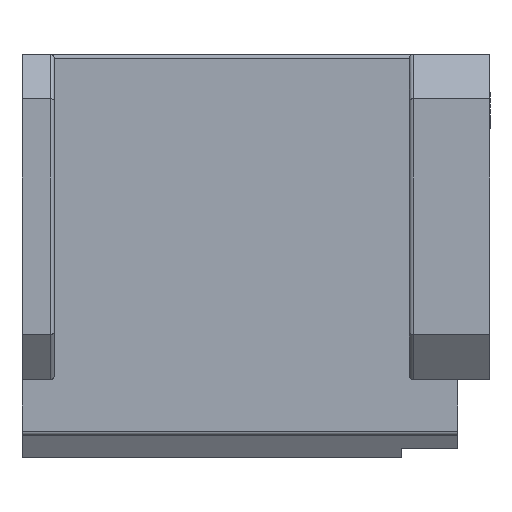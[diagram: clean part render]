
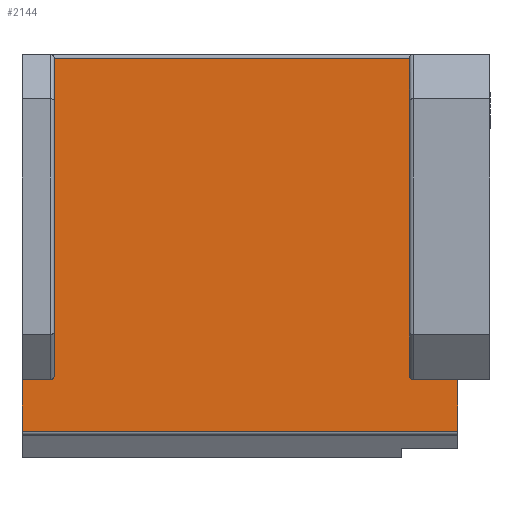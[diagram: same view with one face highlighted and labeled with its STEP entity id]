
A CAD part, front view. The second image highlights one B-rep face of the part: STEP entity #2144.
In plain terms, the highlighted planar face has unit normal (0, -1, 0).
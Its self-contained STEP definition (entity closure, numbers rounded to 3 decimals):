
#102=PLANE('',#2341);
#209=FACE_OUTER_BOUND('',#337,.T.);
#337=EDGE_LOOP('',(#1890,#1891,#1892,#1893,#1894,#1895,#1896,#1897,#1898,
#1899));
#416=CIRCLE('',#2245,0.5);
#417=CIRCLE('',#2266,0.5);
#464=LINE('',#3004,#690);
#491=LINE('',#3069,#717);
#518=LINE('',#3137,#744);
#572=LINE('',#3287,#798);
#581=LINE('',#3310,#807);
#590=LINE('',#3329,#816);
#656=LINE('',#3521,#882);
#657=LINE('',#3524,#883);
#690=VECTOR('',#2396,10.);
#717=VECTOR('',#2439,10.);
#744=VECTOR('',#2498,10.);
#798=VECTOR('',#2656,10.);
#807=VECTOR('',#2681,10.);
#816=VECTOR('',#2704,10.);
#882=VECTOR('',#2900,10.);
#883=VECTOR('',#2905,10.);
#916=VERTEX_POINT('',#3001);
#917=VERTEX_POINT('',#3003);
#946=VERTEX_POINT('',#3066);
#947=VERTEX_POINT('',#3068);
#1004=VERTEX_POINT('',#3248);
#1005=VERTEX_POINT('',#3250);
#1015=VERTEX_POINT('',#3281);
#1016=VERTEX_POINT('',#3285);
#1021=VERTEX_POINT('',#3303);
#1022=VERTEX_POINT('',#3305);
#1114=EDGE_CURVE('',#917,#916,#464,.T.);
#1147=EDGE_CURVE('',#947,#946,#491,.T.);
#1183=EDGE_CURVE('',#917,#946,#518,.T.);
#1240=EDGE_CURVE('',#1004,#1005,#416,.F.);
#1259=EDGE_CURVE('',#1016,#1015,#572,.T.);
#1268=EDGE_CURVE('',#1021,#1022,#417,.F.);
#1271=EDGE_CURVE('',#1004,#947,#581,.T.);
#1280=EDGE_CURVE('',#916,#1022,#590,.T.);
#1374=EDGE_CURVE('',#1021,#1015,#656,.T.);
#1375=EDGE_CURVE('',#1016,#1005,#657,.T.);
#1890=ORIENTED_EDGE('',*,*,#1183,.F.);
#1891=ORIENTED_EDGE('',*,*,#1114,.T.);
#1892=ORIENTED_EDGE('',*,*,#1280,.T.);
#1893=ORIENTED_EDGE('',*,*,#1268,.F.);
#1894=ORIENTED_EDGE('',*,*,#1374,.T.);
#1895=ORIENTED_EDGE('',*,*,#1259,.F.);
#1896=ORIENTED_EDGE('',*,*,#1375,.T.);
#1897=ORIENTED_EDGE('',*,*,#1240,.F.);
#1898=ORIENTED_EDGE('',*,*,#1271,.T.);
#1899=ORIENTED_EDGE('',*,*,#1147,.T.);
#2144=ADVANCED_FACE('',(#209),#102,.T.);
#2245=AXIS2_PLACEMENT_3D('',#3251,#2616,#2617);
#2266=AXIS2_PLACEMENT_3D('',#3306,#2675,#2676);
#2341=AXIS2_PLACEMENT_3D('',#3523,#2903,#2904);
#2396=DIRECTION('',(0.,0.,1.));
#2439=DIRECTION('',(0.,0.,-1.));
#2498=DIRECTION('',(-1.,0.,0.));
#2616=DIRECTION('center_axis',(0.,1.,0.));
#2617=DIRECTION('ref_axis',(0.707,0.,-0.707));
#2656=DIRECTION('',(1.,0.,0.));
#2675=DIRECTION('center_axis',(0.,1.,0.));
#2676=DIRECTION('ref_axis',(-0.707,0.,-0.707));
#2681=DIRECTION('',(-1.,0.,0.));
#2704=DIRECTION('',(-1.,0.,0.));
#2900=DIRECTION('',(0.,0.,1.));
#2903=DIRECTION('center_axis',(0.,-1.,0.));
#2904=DIRECTION('ref_axis',(1.,0.,0.));
#2905=DIRECTION('',(0.,0.,-1.));
#3001=CARTESIAN_POINT('',(27.,-17.,-6.657));
#3003=CARTESIAN_POINT('',(27.,-17.,-13.067));
#3004=CARTESIAN_POINT('',(27.,-17.,6.665));
#3066=CARTESIAN_POINT('',(-27.,-17.,-13.067));
#3068=CARTESIAN_POINT('',(-27.,-17.,-6.657));
#3069=CARTESIAN_POINT('',(-27.,-17.,-13.335));
#3137=CARTESIAN_POINT('',(-27.,-17.,-13.067));
#3248=CARTESIAN_POINT('',(-23.5,-17.,-6.657));
#3250=CARTESIAN_POINT('',(-23.,-17.,-6.157));
#3251=CARTESIAN_POINT('Origin',(-23.5,-17.,-6.157));
#3281=CARTESIAN_POINT('',(21.,-17.,33.165));
#3285=CARTESIAN_POINT('',(-23.,-17.,33.165));
#3287=CARTESIAN_POINT('',(-13.5,-17.,33.165));
#3303=CARTESIAN_POINT('',(21.,-17.,-6.157));
#3305=CARTESIAN_POINT('',(21.5,-17.,-6.657));
#3306=CARTESIAN_POINT('Origin',(21.5,-17.,-6.157));
#3310=CARTESIAN_POINT('',(-27.,-17.,-6.657));
#3329=CARTESIAN_POINT('',(-3.,-17.,-6.657));
#3521=CARTESIAN_POINT('',(21.,-17.,10.084));
#3523=CARTESIAN_POINT('Origin',(-27.,-17.,6.665));
#3524=CARTESIAN_POINT('',(-23.,-17.,10.084));
